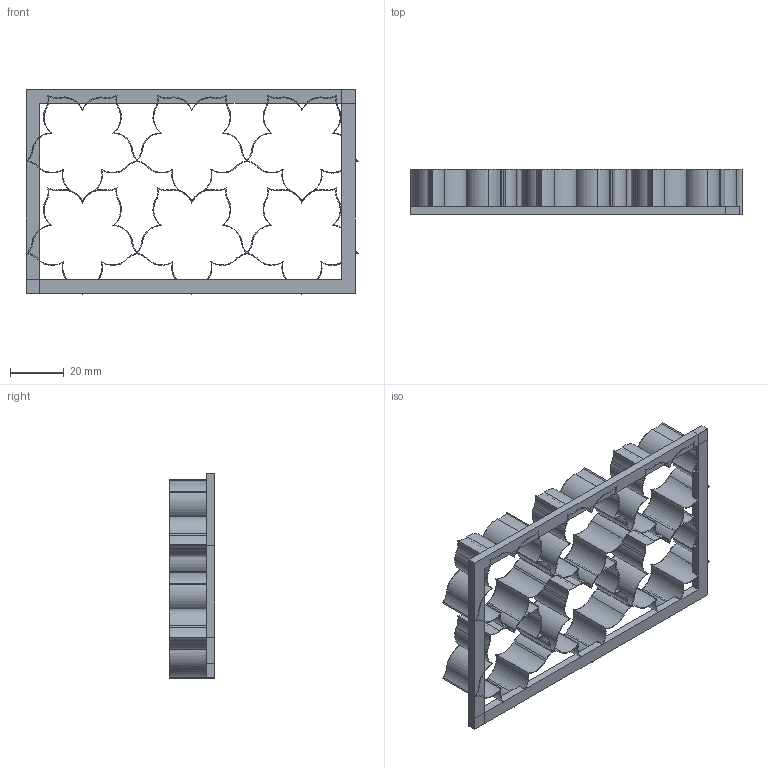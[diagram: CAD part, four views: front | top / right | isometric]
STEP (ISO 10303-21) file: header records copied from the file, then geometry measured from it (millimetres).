
FILE_DESCRIPTION(/* description */ (''),/* implementation_level */ '2;1');
FILE_NAME(/* name */ 'Blumal_keks v1_v2.step',/* time_stamp */ '2025-03-29T15:10:44+01:00',/* author */ (''),/* organization */ (''),/* preprocessor_version */ 'ST-DEVELOPER v20.1',/* originating_system */ 'Autodesk Translation Framework v14.4.0.0',/* authorisation */ '');
FILE_SCHEMA (('AUTOMOTIVE_DESIGN { 1 0 10303 214 3 1 1 }'));
Length unit declared in the file: millimetre
Products named in the file (9): Blumal_keks v1; Component1; Component2; Component3; Component4; Component5; Component6; Component7; Component8
Assembly tree (8 placements, depth 2):
  Blumal_keks v1
    Component1
    Component2
    Component3
    Component4
    Component5
    Component6
    Component7
    Component8
Bounding box: 123.98 x 17 x 76.43 mm (x, y, z)
Volume: 9661.2 mm3; surface area: 37025.2 mm2
Topology: 8 solids, 8 shells, 298 faces, 858 edges, 572 vertices
Faces by surface type: cylinder 240, plane 58
Entity records: 10384 total; most frequent: DIRECTION 2002, CARTESIAN_POINT 1745, ORIENTED_EDGE 1716, EDGE_CURVE 858, AXIS2_PLACEMENT_3D 829, VERTEX_POINT 572, CIRCLE 514, LINE 344
